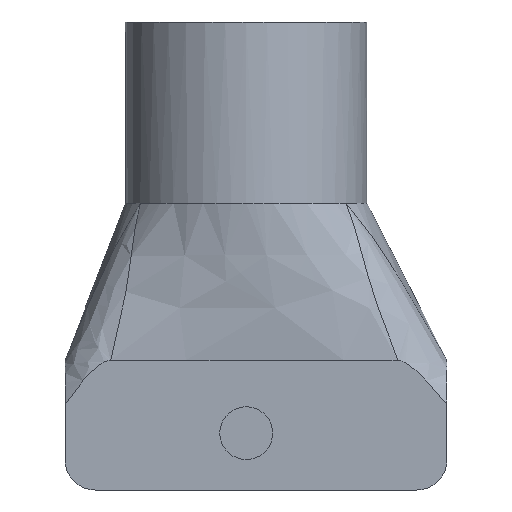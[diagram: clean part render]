
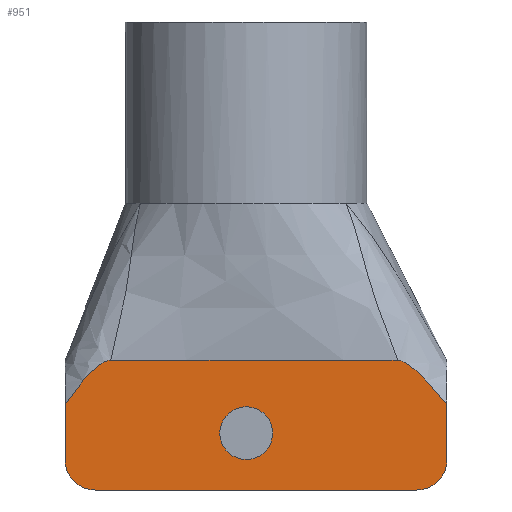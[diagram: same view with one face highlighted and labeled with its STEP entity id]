
A CAD part, left-side view. The second image highlights one B-rep face of the part: STEP entity #951.
In plain terms, the highlighted planar face has unit normal (-1, 0, 0).
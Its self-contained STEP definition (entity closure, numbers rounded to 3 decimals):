
#31=FACE_BOUND('',#144,.T.);
#36=B_SPLINE_CURVE_WITH_KNOTS('',3,(#1327,#1328,#1329,#1330,#1331,#1332,
#1333,#1334,#1335,#1336),.UNSPECIFIED.,.F.,.F.,(4,2,2,2,4),(0.,0.02,
0.062,0.185,0.385),.UNSPECIFIED.);
#37=B_SPLINE_CURVE_WITH_KNOTS('',3,(#1344,#1345,#1346,#1347,#1348,#1349,
#1350,#1351,#1352,#1353),.UNSPECIFIED.,.F.,.F.,(4,2,2,2,4),(0.076,
0.273,0.337,0.363,0.385),
 .UNSPECIFIED.);
#70=PLANE('',#1019);
#94=FACE_OUTER_BOUND('',#143,.T.);
#143=EDGE_LOOP('',(#663,#664,#665,#666,#667,#668,#669,#670,#671,#672));
#144=EDGE_LOOP('',(#673));
#202=LINE('',#1319,#289);
#205=LINE('',#1325,#292);
#206=LINE('',#1338,#293);
#207=LINE('',#1340,#294);
#208=LINE('',#1342,#295);
#209=LINE('',#1355,#296);
#289=VECTOR('',#1103,10.);
#292=VECTOR('',#1108,10.);
#293=VECTOR('',#1109,10.);
#294=VECTOR('',#1110,10.);
#295=VECTOR('',#1111,10.);
#296=VECTOR('',#1112,10.);
#369=CIRCLE('',#1016,2.);
#371=CIRCLE('',#1020,2.);
#372=CIRCLE('',#1021,1.75);
#404=VERTEX_POINT('',#1309);
#405=VERTEX_POINT('',#1310);
#408=VERTEX_POINT('',#1318);
#410=VERTEX_POINT('',#1324);
#411=VERTEX_POINT('',#1326);
#412=VERTEX_POINT('',#1337);
#413=VERTEX_POINT('',#1339);
#414=VERTEX_POINT('',#1341);
#415=VERTEX_POINT('',#1343);
#416=VERTEX_POINT('',#1354);
#417=VERTEX_POINT('',#1357);
#505=EDGE_CURVE('',#404,#405,#369,.T.);
#509=EDGE_CURVE('',#405,#408,#202,.T.);
#512=EDGE_CURVE('',#404,#410,#205,.T.);
#513=EDGE_CURVE('',#411,#410,#36,.T.);
#514=EDGE_CURVE('',#412,#411,#206,.T.);
#515=EDGE_CURVE('',#413,#412,#207,.T.);
#516=EDGE_CURVE('',#414,#413,#208,.T.);
#517=EDGE_CURVE('',#415,#414,#37,.T.);
#518=EDGE_CURVE('',#416,#415,#209,.T.);
#519=EDGE_CURVE('',#408,#416,#371,.T.);
#520=EDGE_CURVE('',#417,#417,#372,.T.);
#663=ORIENTED_EDGE('',*,*,#505,.F.);
#664=ORIENTED_EDGE('',*,*,#512,.T.);
#665=ORIENTED_EDGE('',*,*,#513,.F.);
#666=ORIENTED_EDGE('',*,*,#514,.F.);
#667=ORIENTED_EDGE('',*,*,#515,.F.);
#668=ORIENTED_EDGE('',*,*,#516,.F.);
#669=ORIENTED_EDGE('',*,*,#517,.F.);
#670=ORIENTED_EDGE('',*,*,#518,.F.);
#671=ORIENTED_EDGE('',*,*,#519,.F.);
#672=ORIENTED_EDGE('',*,*,#509,.F.);
#673=ORIENTED_EDGE('',*,*,#520,.T.);
#951=ADVANCED_FACE('',(#94,#31),#70,.T.);
#1016=AXIS2_PLACEMENT_3D('',#1311,#1095,#1096);
#1019=AXIS2_PLACEMENT_3D('',#1323,#1106,#1107);
#1020=AXIS2_PLACEMENT_3D('',#1356,#1113,#1114);
#1021=AXIS2_PLACEMENT_3D('',#1358,#1115,#1116);
#1095=DIRECTION('center_axis',(1.,0.,0.));
#1096=DIRECTION('ref_axis',(0.,-0.707,-0.707));
#1103=DIRECTION('',(0.,1.,0.));
#1106=DIRECTION('center_axis',(-1.,0.,0.));
#1107=DIRECTION('ref_axis',(0.,1.,0.));
#1108=DIRECTION('',(0.,0.,1.));
#1109=DIRECTION('',(0.,-1.,0.));
#1110=DIRECTION('',(0.,-1.,0.));
#1111=DIRECTION('',(0.,-1.,0.));
#1112=DIRECTION('',(0.,0.,1.));
#1113=DIRECTION('center_axis',(1.,0.,0.));
#1114=DIRECTION('ref_axis',(0.,0.707,-0.707));
#1115=DIRECTION('center_axis',(1.,0.,0.));
#1116=DIRECTION('ref_axis',(0.,-1.,0.));
#1309=CARTESIAN_POINT('',(-34.8,-46.356,47.056));
#1310=CARTESIAN_POINT('',(-34.8,-44.356,45.056));
#1311=CARTESIAN_POINT('Origin',(-34.8,-44.356,47.056));
#1318=CARTESIAN_POINT('',(-34.8,-23.056,45.056));
#1319=CARTESIAN_POINT('',(-34.8,-46.356,45.056));
#1323=CARTESIAN_POINT('Origin',(-34.8,-46.356,52.056));
#1324=CARTESIAN_POINT('',(-34.8,-46.356,50.74));
#1325=CARTESIAN_POINT('',(-34.8,-46.356,52.056));
#1326=CARTESIAN_POINT('',(-34.8,-43.115,53.656));
#1327=CARTESIAN_POINT('Ctrl Pts',(-34.8,-43.115,53.656));
#1328=CARTESIAN_POINT('Ctrl Pts',(-34.8,-43.182,53.656));
#1329=CARTESIAN_POINT('Ctrl Pts',(-34.8,-43.249,53.642));
#1330=CARTESIAN_POINT('Ctrl Pts',(-34.8,-43.445,53.58));
#1331=CARTESIAN_POINT('Ctrl Pts',(-34.8,-43.583,53.506));
#1332=CARTESIAN_POINT('Ctrl Pts',(-34.8,-44.045,53.212));
#1333=CARTESIAN_POINT('Ctrl Pts',(-34.8,-44.427,52.866));
#1334=CARTESIAN_POINT('Ctrl Pts',(-34.8,-45.285,52.011));
#1335=CARTESIAN_POINT('Ctrl Pts',(-34.8,-45.846,51.363));
#1336=CARTESIAN_POINT('Ctrl Pts',(-34.8,-46.356,50.74));
#1337=CARTESIAN_POINT('',(-34.8,-39.5,53.656));
#1338=CARTESIAN_POINT('',(-34.8,-46.356,53.656));
#1339=CARTESIAN_POINT('',(-34.8,-29.063,53.656));
#1340=CARTESIAN_POINT('',(-34.8,-46.356,53.656));
#1341=CARTESIAN_POINT('',(-34.8,-24.083,53.656));
#1342=CARTESIAN_POINT('',(-34.8,-46.356,53.656));
#1343=CARTESIAN_POINT('',(-34.8,-21.056,50.712));
#1344=CARTESIAN_POINT('Ctrl Pts',(-34.8,-21.056,50.712));
#1345=CARTESIAN_POINT('Ctrl Pts',(-34.8,-21.549,51.428));
#1346=CARTESIAN_POINT('Ctrl Pts',(-34.8,-22.187,52.283));
#1347=CARTESIAN_POINT('Ctrl Pts',(-34.8,-23.009,53.086));
#1348=CARTESIAN_POINT('Ctrl Pts',(-34.8,-23.247,53.295));
#1349=CARTESIAN_POINT('Ctrl Pts',(-34.8,-23.584,53.504));
#1350=CARTESIAN_POINT('Ctrl Pts',(-34.8,-23.69,53.56));
#1351=CARTESIAN_POINT('Ctrl Pts',(-34.8,-23.889,53.633));
#1352=CARTESIAN_POINT('Ctrl Pts',(-34.8,-23.986,53.656));
#1353=CARTESIAN_POINT('Ctrl Pts',(-34.8,-24.083,53.656));
#1354=CARTESIAN_POINT('',(-34.8,-21.056,47.056));
#1355=CARTESIAN_POINT('',(-34.8,-21.056,52.056));
#1356=CARTESIAN_POINT('Origin',(-34.8,-23.056,47.056));
#1357=CARTESIAN_POINT('',(-34.8,-31.306,48.822));
#1358=CARTESIAN_POINT('Origin',(-34.8,-33.056,48.822));
